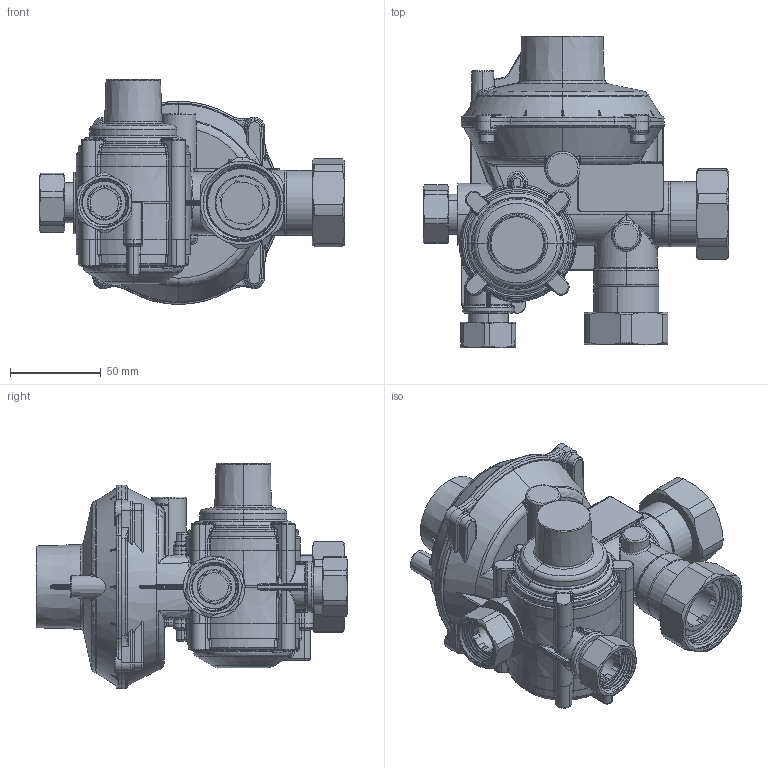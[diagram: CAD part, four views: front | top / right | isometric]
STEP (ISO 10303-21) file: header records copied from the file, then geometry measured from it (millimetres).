
FILE_DESCRIPTION (( 'STEP AP203' ), '1' );
FILE_NAME ('Venio-A ìàêåò ñ ãàáàðèòàìè.STEP', '2019-12-13T06:27:55', ( '' ), ( '' ), 'SwSTEP 2.0', 'SolidWorks 2018', '' );
FILE_SCHEMA (( 'CONFIG_CONTROL_DESIGN' ));
Length unit declared in the file: millimetre
Products named in the file (1): Venio-A ìàêåò ñ ãàáàðèòàìè
Bounding box: 168.32 x 171.5 x 124 mm (x, y, z)
Volume: 887318.4 mm3; surface area: 151087.7 mm2
Topology: 12 solids, 18 shells, 2313 faces, 5676 edges, 3333 vertices
Faces by surface type: cylinder 720, bspline 586, plane 446, torus 300, cone 190, sphere 71
Entity records: 100577 total; most frequent: CARTESIAN_POINT 50987, ORIENTED_EDGE 11114, DIRECTION 9570, EDGE_CURVE 5557, AXIS2_PLACEMENT_3D 3957, VERTEX_POINT 3330, EDGE_LOOP 2387, FACE_OUTER_BOUND 2313
